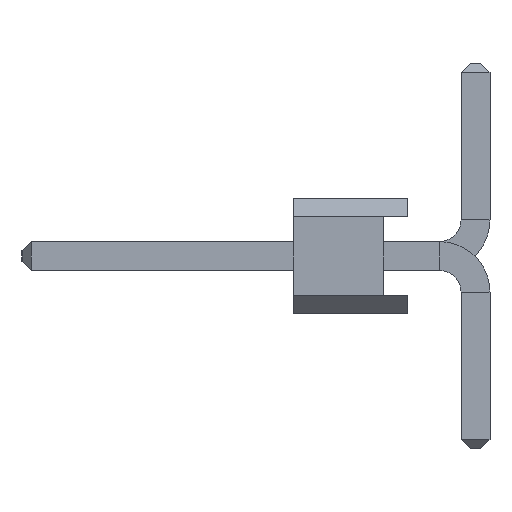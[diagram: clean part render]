
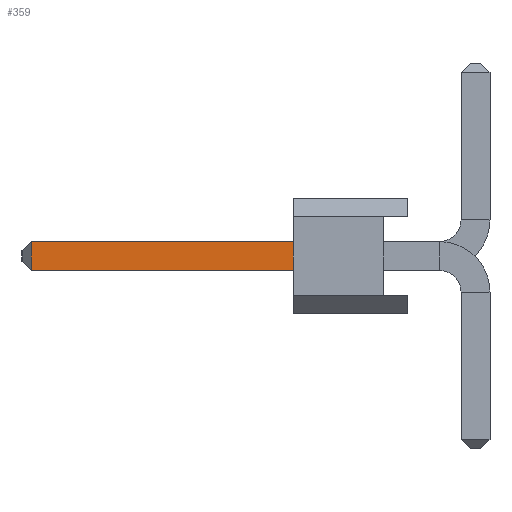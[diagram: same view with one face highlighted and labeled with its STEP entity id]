
A CAD part, left-side view. The second image highlights one B-rep face of the part: STEP entity #359.
In plain terms, the highlighted planar face has unit normal (-1, 0, 0).
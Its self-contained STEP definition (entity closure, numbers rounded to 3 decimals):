
#28 = CARTESIAN_POINT ( 'NONE',  ( -0.32, -0.7, -0.32 ) ) ;
#235 = DIRECTION ( 'NONE',  ( 0., 0., -1. ) ) ;
#307 = CARTESIAN_POINT ( 'NONE',  ( -0.32, 2.54, 0.32 ) ) ;
#308 = LINE ( 'NONE', #1666, #1282 ) ;
#323 = EDGE_LOOP ( 'NONE', ( #1517, #847, #752, #1506 ) ) ;
#359 = ADVANCED_FACE ( 'NONE', ( #762 ), #1544, .T. ) ;
#361 = CARTESIAN_POINT ( 'NONE',  ( -0.32, 8.34, -0.32 ) ) ;
#410 = EDGE_CURVE ( 'NONE', #1293, #699, #308, .T. ) ;
#422 = VERTEX_POINT ( 'NONE', #485 ) ;
#434 = VECTOR ( 'NONE', #235, 1000. ) ;
#485 = CARTESIAN_POINT ( 'NONE',  ( -0.32, 2.54, -0.32 ) ) ;
#595 = CARTESIAN_POINT ( 'NONE',  ( -0.32, -0.7, -0.32 ) ) ;
#633 = EDGE_CURVE ( 'NONE', #1159, #422, #1574, .T. ) ;
#673 = DIRECTION ( 'NONE',  ( 0., 1., 0. ) ) ;
#699 = VERTEX_POINT ( 'NONE', #361 ) ;
#714 = DIRECTION ( 'NONE',  ( 0., 0., 1. ) ) ;
#728 = CARTESIAN_POINT ( 'NONE',  ( -0.32, 8.34, 0.32 ) ) ;
#752 = ORIENTED_EDGE ( 'NONE', *, *, #1754, .F. ) ;
#762 = FACE_OUTER_BOUND ( 'NONE', #323, .T. ) ;
#847 = ORIENTED_EDGE ( 'NONE', *, *, #410, .T. ) ;
#986 = VECTOR ( 'NONE', #673, 1000. ) ;
#1087 = CARTESIAN_POINT ( 'NONE',  ( -0.32, -0.7, 0.32 ) ) ;
#1159 = VERTEX_POINT ( 'NONE', #307 ) ;
#1235 = LINE ( 'NONE', #1087, #986 ) ;
#1265 = DIRECTION ( 'NONE',  ( 0., 0., -1. ) ) ;
#1273 = AXIS2_PLACEMENT_3D ( 'NONE', #595, #1685, #714 ) ;
#1282 = VECTOR ( 'NONE', #1265, 1000. ) ;
#1293 = VERTEX_POINT ( 'NONE', #728 ) ;
#1407 = DIRECTION ( 'NONE',  ( 0., 1., 0. ) ) ;
#1474 = VECTOR ( 'NONE', #1407, 1000. ) ;
#1506 = ORIENTED_EDGE ( 'NONE', *, *, #633, .F. ) ;
#1517 = ORIENTED_EDGE ( 'NONE', *, *, #1729, .T. ) ;
#1522 = LINE ( 'NONE', #28, #1474 ) ;
#1544 = PLANE ( 'NONE',  #1273 ) ;
#1574 = LINE ( 'NONE', #1740, #434 ) ;
#1666 = CARTESIAN_POINT ( 'NONE',  ( -0.32, 8.34, -0.32 ) ) ;
#1685 = DIRECTION ( 'NONE',  ( -1., 0., 0. ) ) ;
#1729 = EDGE_CURVE ( 'NONE', #1159, #1293, #1235, .T. ) ;
#1740 = CARTESIAN_POINT ( 'NONE',  ( -0.32, 2.54, 0. ) ) ;
#1754 = EDGE_CURVE ( 'NONE', #422, #699, #1522, .T. ) ;
